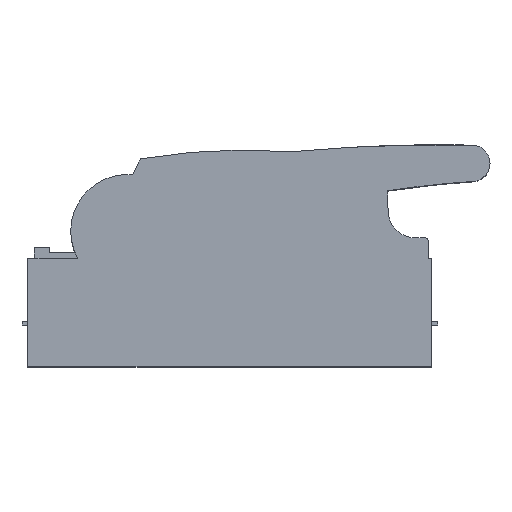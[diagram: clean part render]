
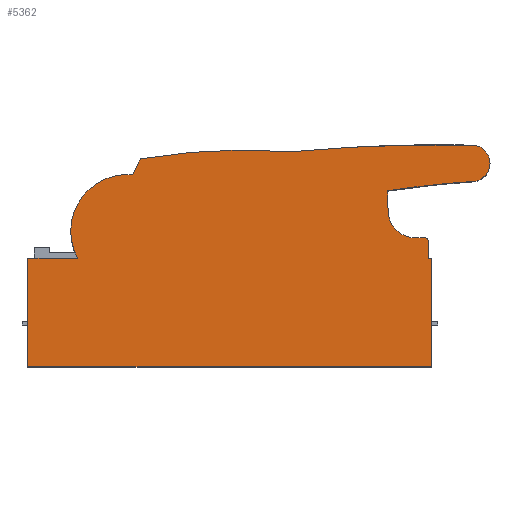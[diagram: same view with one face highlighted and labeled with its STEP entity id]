
A CAD part, top view. The second image highlights one B-rep face of the part: STEP entity #5362.
In plain terms, the highlighted planar face has unit normal (0, 0, 1).
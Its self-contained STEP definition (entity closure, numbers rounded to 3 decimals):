
#600=DIRECTION('',(0.,1.,0.));
#601=VECTOR('',#600,43.123);
#602=CARTESIAN_POINT('',(209.594,-32.201,-72.869));
#603=LINE('',#602,#601);
#620=DIRECTION('',(-1.,0.,0.));
#621=VECTOR('',#620,1.263);
#622=CARTESIAN_POINT('',(209.594,10.922,-72.869));
#623=LINE('',#622,#621);
#1012=DIRECTION('',(-1.,0.,0.));
#1013=VECTOR('',#1012,3.935);
#1014=CARTESIAN_POINT('',(207.206,19.068,-72.869));
#1015=LINE('',#1014,#1013);
#1151=CARTESIAN_POINT('',(247.142,-308.522,
-72.869));
#1152=DIRECTION('',(0.,0.,1.));
#1153=DIRECTION('',(-0.06,0.998,0.));
#1154=AXIS2_PLACEMENT_3D('',#1151,#1152,#1153);
#1156=DIRECTION('',(0.017,-1.,0.));
#1157=VECTOR('',#1156,7.951);
#1158=CARTESIAN_POINT('',(192.141,37.825,-72.869));
#1159=LINE('',#1158,#1157);
#1160=CARTESIAN_POINT('',(203.276,30.068,-72.869));
#1161=DIRECTION('',(0.,0.,1.));
#1162=DIRECTION('',(-1.,-0.017,0.));
#1163=AXIS2_PLACEMENT_3D('',#1160,#1161,#1162);
#1165=CARTESIAN_POINT('',(207.206,18.068,-72.869));
#1166=DIRECTION('',(0.,0.,-1.));
#1167=DIRECTION('',(0.,1.,0.));
#1168=AXIS2_PLACEMENT_3D('',#1165,#1166,#1167);
#1170=DIRECTION('',(0.017,-1.,0.));
#1171=VECTOR('',#1170,7.164);
#1172=CARTESIAN_POINT('',(208.206,18.085,-72.869));
#1173=LINE('',#1172,#1171);
#1174=DIRECTION('',(-1.,0.,0.));
#1175=VECTOR('',#1174,160.729);
#1176=CARTESIAN_POINT('',(209.594,-32.201,
-72.869));
#1177=LINE('',#1176,#1175);
#1178=DIRECTION('',(0.,1.,0.));
#1179=VECTOR('',#1178,43.123);
#1180=CARTESIAN_POINT('',(48.865,-32.201,
-72.869));
#1181=LINE('',#1180,#1179);
#1182=CARTESIAN_POINT('',(88.442,21.763,-72.869));
#1183=DIRECTION('',(0.,0.,-1.));
#1184=DIRECTION('',(-0.876,-0.482,0.));
#1185=AXIS2_PLACEMENT_3D('',#1182,#1183,#1184);
#1187=CARTESIAN_POINT('',(88.442,21.763,-72.869));
#1188=DIRECTION('',(0.,0.,-1.));
#1189=DIRECTION('',(-1.,0.,0.));
#1190=AXIS2_PLACEMENT_3D('',#1187,#1188,#1189);
#1192=CARTESIAN_POINT('',(212.833,-575.895,
-72.869));
#1193=DIRECTION('',(0.,0.,-1.));
#1194=DIRECTION('',(-0.194,0.981,0.));
#1195=AXIS2_PLACEMENT_3D('',#1192,#1193,#1194);
#1197=DIRECTION('',(0.438,0.899,0.));
#1198=VECTOR('',#1197,7.025);
#1199=CARTESIAN_POINT('',(90.661,44.228,-72.869));
#1200=LINE('',#1199,#1198);
#1201=CARTESIAN_POINT('',(135.558,-195.935,
-72.869));
#1202=DIRECTION('',(0.,0.,-1.));
#1203=DIRECTION('',(-0.167,0.986,0.));
#1204=AXIS2_PLACEMENT_3D('',#1201,#1202,#1203);
#1206=CARTESIAN_POINT('',(212.833,-575.895,
-72.869));
#1207=DIRECTION('',(0.,0.,-1.));
#1208=DIRECTION('',(-0.093,0.996,0.));
#1209=AXIS2_PLACEMENT_3D('',#1206,#1207,#1208);
#1211=CARTESIAN_POINT('',(225.622,48.768,-72.869));
#1212=DIRECTION('',(0.,0.,-1.));
#1213=DIRECTION('',(0.02,1.,0.));
#1214=AXIS2_PLACEMENT_3D('',#1211,#1212,#1213);
#1216=CARTESIAN_POINT('',(225.622,48.768,-72.869));
#1217=DIRECTION('',(0.,0.,-1.));
#1218=DIRECTION('',(1.,0.,0.));
#1219=AXIS2_PLACEMENT_3D('',#1216,#1217,#1218);
#1225=DIRECTION('',(-1.,0.,0.));
#1226=VECTOR('',#1225,19.861);
#1227=CARTESIAN_POINT('',(68.726,10.922,-72.869));
#1228=LINE('',#1227,#1226);
#3088=CARTESIAN_POINT('',(90.403,44.178,-72.869));
#3089=VERTEX_POINT('',#3088);
#3090=CARTESIAN_POINT('',(65.942,21.763,-72.869));
#3091=VERTEX_POINT('',#3090);
#3092=CARTESIAN_POINT('',(68.726,10.922,-72.869));
#3093=VERTEX_POINT('',#3092);
#3148=CARTESIAN_POINT('',(48.865,-32.201,
-72.869));
#3149=VERTEX_POINT('',#3148);
#3150=CARTESIAN_POINT('',(209.594,-32.201,
-72.869));
#3151=VERTEX_POINT('',#3150);
#3243=CARTESIAN_POINT('',(208.206,18.085,-72.869));
#3245=VERTEX_POINT('',#3243);
#3256=CARTESIAN_POINT('',(208.331,10.922,-72.869));
#3257=VERTEX_POINT('',#3256);
#3258=CARTESIAN_POINT('',(207.206,19.068,-72.869));
#3260=VERTEX_POINT('',#3258);
#3263=CARTESIAN_POINT('',(203.271,19.069,-72.869));
#3265=VERTEX_POINT('',#3263);
#3266=CARTESIAN_POINT('',(192.279,29.876,-72.869));
#3268=VERTEX_POINT('',#3266);
#3278=CARTESIAN_POINT('',(192.141,37.825,-72.869));
#3279=VERTEX_POINT('',#3278);
#3283=CARTESIAN_POINT('',(153.877,53.393,-72.869));
#3285=VERTEX_POINT('',#3283);
#3288=CARTESIAN_POINT('',(225.77,56.016,-72.869));
#3289=VERTEX_POINT('',#3288);
#3294=CARTESIAN_POINT('',(93.741,50.543,-72.869));
#3296=VERTEX_POINT('',#3294);
#3299=CARTESIAN_POINT('',(90.661,44.228,-72.869));
#3301=VERTEX_POINT('',#3299);
#3448=CARTESIAN_POINT('',(226.058,41.531,-72.869));
#3449=VERTEX_POINT('',#3448);
#3453=CARTESIAN_POINT('',(232.872,48.768,-72.869));
#3454=VERTEX_POINT('',#3453);
#3455=CARTESIAN_POINT('',(209.594,10.922,-72.869));
#3456=VERTEX_POINT('',#3455);
#3457=CARTESIAN_POINT('',(48.865,10.922,-72.869));
#3458=VERTEX_POINT('',#3457);
#5335=CARTESIAN_POINT('',(209.594,-32.201,
-72.869));
#5336=DIRECTION('',(0.,0.,1.));
#5337=DIRECTION('',(-1.,0.,0.));
#5338=AXIS2_PLACEMENT_3D('',#5335,#5336,#5337);
#5339=PLANE('',#5338);
#5340=ORIENTED_EDGE('',*,*,#5314,.T.);
#5341=ORIENTED_EDGE('',*,*,#5189,.T.);
#5342=ORIENTED_EDGE('',*,*,#5170,.T.);
#5343=ORIENTED_EDGE('',*,*,#5155,.F.);
#5344=ORIENTED_EDGE('',*,*,#5140,.T.);
#5345=ORIENTED_EDGE('',*,*,#5125,.T.);
#5346=ORIENTED_EDGE('',*,*,#4563,.F.);
#5347=ORIENTED_EDGE('',*,*,#4544,.F.);
#5348=ORIENTED_EDGE('',*,*,#4384,.T.);
#5349=ORIENTED_EDGE('',*,*,#4158,.T.);
#5351=ORIENTED_EDGE('',*,*,#5350,.F.);
#5352=ORIENTED_EDGE('',*,*,#4075,.T.);
#5353=ORIENTED_EDGE('',*,*,#4073,.T.);
#5354=ORIENTED_EDGE('',*,*,#5262,.T.);
#5355=ORIENTED_EDGE('',*,*,#5248,.T.);
#5356=ORIENTED_EDGE('',*,*,#5233,.T.);
#5357=ORIENTED_EDGE('',*,*,#5209,.T.);
#5358=ORIENTED_EDGE('',*,*,#5330,.T.);
#5359=ORIENTED_EDGE('',*,*,#5328,.T.);
#5360=EDGE_LOOP('',(#5340,#5341,#5342,#5343,#5344,#5345,#5346,#5347,#5348,#5349,
#5351,#5352,#5353,#5354,#5355,#5356,#5357,#5358,#5359));
#5361=FACE_OUTER_BOUND('',#5360,.F.);
#5362=ADVANCED_FACE('',(#5361),#5339,.T.);
#1155=CIRCLE('',#1154,350.688);
#1164=CIRCLE('',#1163,10.998);
#1169=CIRCLE('',#1168,1.);
#1186=CIRCLE('',#1185,22.5);
#1191=CIRCLE('',#1190,22.5);
#1196=CIRCLE('',#1195,632.044);
#1205=CIRCLE('',#1204,250.);
#1210=CIRCLE('',#1209,632.044);
#1215=CIRCLE('',#1214,7.25);
#1220=CIRCLE('',#1219,7.25);
#4073=EDGE_CURVE('',#3091,#3089,#1191,.T.);
#4075=EDGE_CURVE('',#3093,#3091,#1186,.T.);
#4158=EDGE_CURVE('',#3149,#3458,#1181,.T.);
#4384=EDGE_CURVE('',#3151,#3149,#1177,.T.);
#4544=EDGE_CURVE('',#3151,#3456,#603,.T.);
#4563=EDGE_CURVE('',#3456,#3257,#623,.T.);
#5125=EDGE_CURVE('',#3245,#3257,#1173,.T.);
#5140=EDGE_CURVE('',#3260,#3245,#1169,.T.);
#5155=EDGE_CURVE('',#3260,#3265,#1015,.T.);
#5170=EDGE_CURVE('',#3268,#3265,#1164,.T.);
#5189=EDGE_CURVE('',#3279,#3268,#1159,.T.);
#5209=EDGE_CURVE('',#3285,#3289,#1210,.T.);
#5233=EDGE_CURVE('',#3296,#3285,#1205,.T.);
#5248=EDGE_CURVE('',#3301,#3296,#1200,.T.);
#5262=EDGE_CURVE('',#3089,#3301,#1196,.T.);
#5314=EDGE_CURVE('',#3449,#3279,#1155,.T.);
#5328=EDGE_CURVE('',#3454,#3449,#1220,.T.);
#5330=EDGE_CURVE('',#3289,#3454,#1215,.T.);
#5350=EDGE_CURVE('',#3093,#3458,#1228,.T.);
